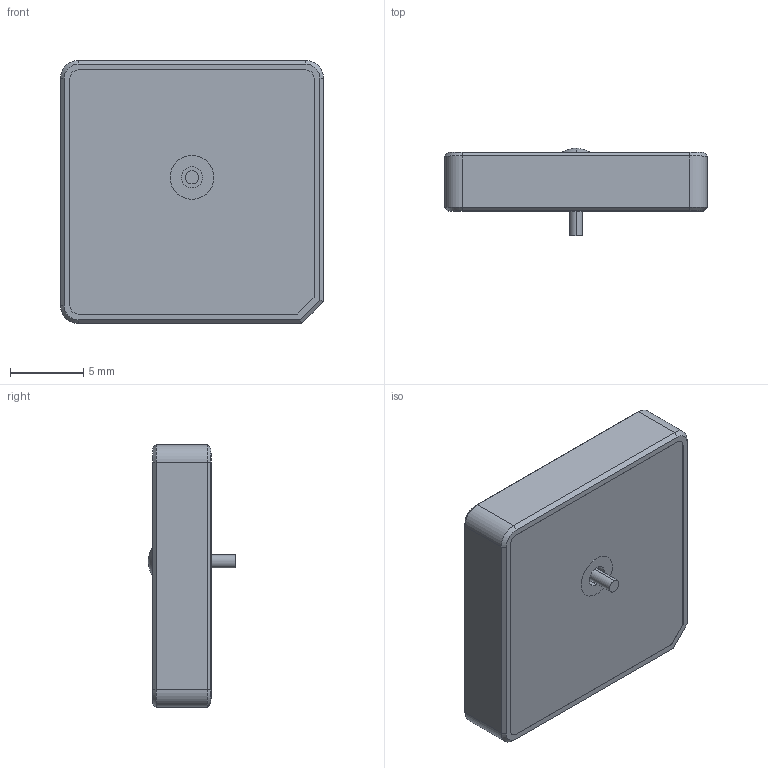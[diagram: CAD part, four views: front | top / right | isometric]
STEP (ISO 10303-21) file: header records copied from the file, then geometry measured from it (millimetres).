
FILE_DESCRIPTION (( 'STEP AP214' ), '1' );
FILE_NAME ('SXP.18.4.A.02_Web.STEP', '2022-03-21T16:37:43', ( '' ), ( '' ), 'SwSTEP 2.0', 'SolidWorks 2018', '' );
FILE_SCHEMA (( 'AUTOMOTIVE_DESIGN' ));
Length unit declared in the file: millimetre
Products named in the file (1): SXP.18.4.A.02_Web
Bounding box: 18 x 6 x 18 mm (x, y, z)
Volume: 1288.8 mm3; surface area: 912.7 mm2
Topology: 1 solids, 1 shells, 294 faces, 749 edges, 493 vertices
Faces by surface type: plane 170, bspline 96, cylinder 20, cone 6, torus 2
Entity records: 13892 total; most frequent: CARTESIAN_POINT 6693, ORIENTED_EDGE 1494, DIRECTION 1003, EDGE_CURVE 747, VECTOR 505, LINE 505, VERTEX_POINT 493, EDGE_LOOP 332
